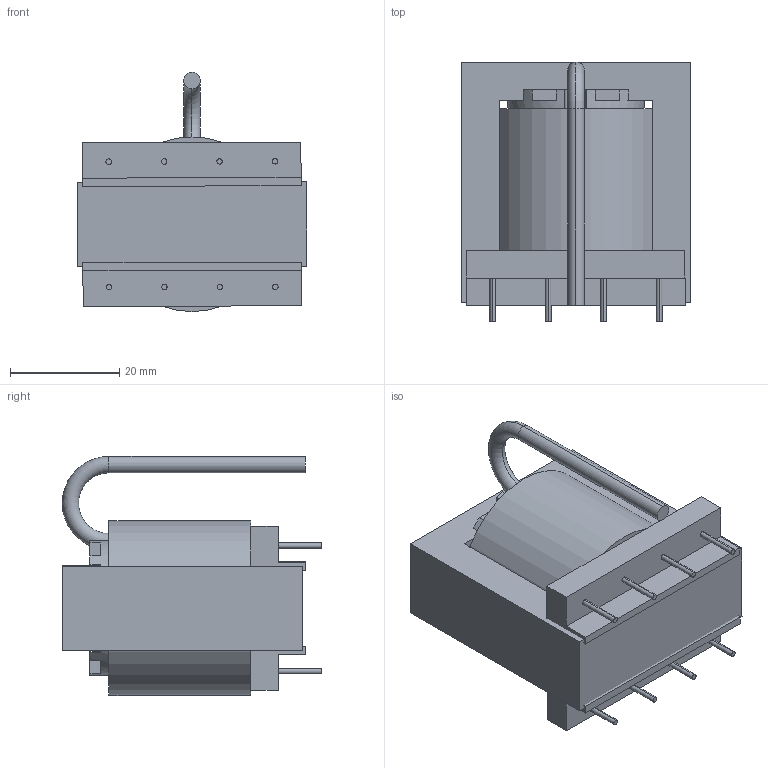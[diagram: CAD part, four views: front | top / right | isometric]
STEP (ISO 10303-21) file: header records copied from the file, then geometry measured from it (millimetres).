
FILE_DESCRIPTION (( 'STEP AP214' ), '1' );
FILE_NAME ('EDT42.step', '2025-07-20T14:14:18', ( '' ), ( '' ), 'SwSTEP 2.0', 'SolidWorks 2018', '' );
FILE_SCHEMA (( 'AUTOMOTIVE_DESIGN' ));
Length unit declared in the file: millimetre
Products named in the file (4): Bobinado; EDT42; Carrete; Nucleo
Assembly tree (3 placements, depth 2):
  EDT42
    Bobinado
    Carrete
    Nucleo
Bounding box: 42.04 x 47.56 x 43.81 mm (x, y, z)
Volume: 42499.3 mm3; surface area: 20530.5 mm2
Topology: 3 solids, 3 shells, 99 faces, 245 edges, 160 vertices
Faces by surface type: plane 62, cylinder 35, torus 2
Entity records: 3504 total; most frequent: DIRECTION 545, CARTESIAN_POINT 510, ORIENTED_EDGE 490, EDGE_CURVE 245, AXIS2_PLACEMENT_3D 195, VERTEX_POINT 160, VECTOR 155, LINE 155
